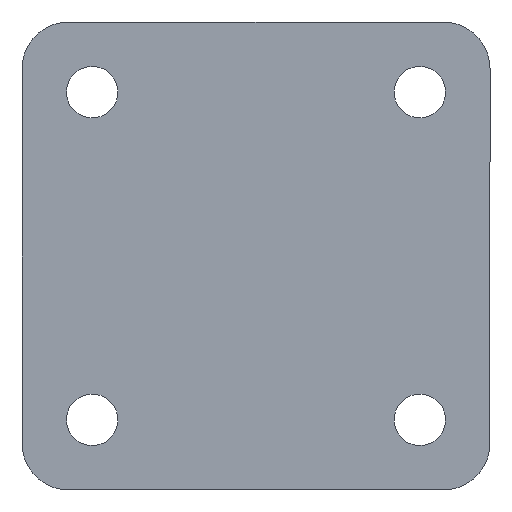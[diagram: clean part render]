
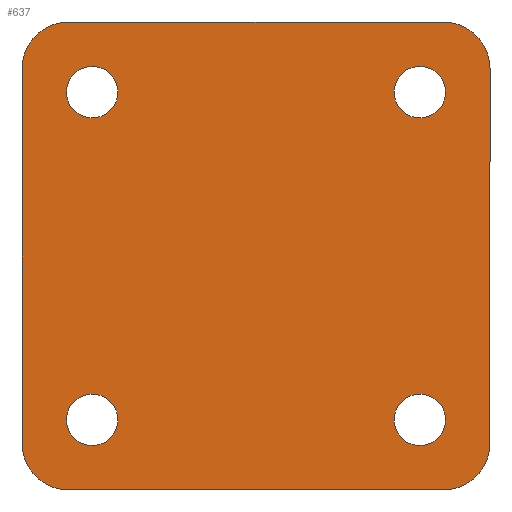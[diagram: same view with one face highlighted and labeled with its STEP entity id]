
A CAD part, front view. The second image highlights one B-rep face of the part: STEP entity #637.
In plain terms, the highlighted planar face has unit normal (0, -1, 0).
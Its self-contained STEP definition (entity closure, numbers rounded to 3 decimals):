
#3 = CARTESIAN_POINT ( 'NONE',  ( -35., 0., 40.5 ) ) ;
#8 = VERTEX_POINT ( 'NONE', #25 ) ;
#21 = EDGE_LOOP ( 'NONE', ( #101, #421 ) ) ;
#25 = CARTESIAN_POINT ( 'NONE',  ( -35., 0., 29.5 ) ) ;
#26 = DIRECTION ( 'NONE',  ( 0., 1., 0. ) ) ;
#32 = VERTEX_POINT ( 'NONE', #605 ) ;
#34 = EDGE_CURVE ( 'NONE', #493, #393, #66, .T. ) ;
#35 = ORIENTED_EDGE ( 'NONE', *, *, #344, .F. ) ;
#38 = DIRECTION ( 'NONE',  ( -1., 0., 0. ) ) ;
#41 = DIRECTION ( 'NONE',  ( 0., 0., 1. ) ) ;
#46 = DIRECTION ( 'NONE',  ( 0., 0., -1. ) ) ;
#47 = CARTESIAN_POINT ( 'NONE',  ( 40., 0., 40. ) ) ;
#51 = DIRECTION ( 'NONE',  ( 0., 1., 0. ) ) ;
#52 = AXIS2_PLACEMENT_3D ( 'NONE', #530, #51, #104 ) ;
#64 = EDGE_CURVE ( 'NONE', #216, #8, #146, .T. ) ;
#66 = LINE ( 'NONE', #88, #164 ) ;
#71 = DIRECTION ( 'NONE',  ( 0., 1., 0. ) ) ;
#74 = AXIS2_PLACEMENT_3D ( 'NONE', #47, #534, #358 ) ;
#88 = CARTESIAN_POINT ( 'NONE',  ( -40., 0., -50. ) ) ;
#90 = CARTESIAN_POINT ( 'NONE',  ( -35., 0., 35. ) ) ;
#98 = DIRECTION ( 'NONE',  ( 0., 1., 0. ) ) ;
#101 = ORIENTED_EDGE ( 'NONE', *, *, #310, .T. ) ;
#104 = DIRECTION ( 'NONE',  ( 0., 0., 1. ) ) ;
#108 = ORIENTED_EDGE ( 'NONE', *, *, #664, .F. ) ;
#117 = FACE_BOUND ( 'NONE', #589, .T. ) ;
#122 = DIRECTION ( 'NONE',  ( 0., 1., 0. ) ) ;
#124 = EDGE_LOOP ( 'NONE', ( #459, #273 ) ) ;
#126 = LINE ( 'NONE', #552, #242 ) ;
#127 = CARTESIAN_POINT ( 'NONE',  ( 50., 0., 40. ) ) ;
#130 = EDGE_CURVE ( 'NONE', #231, #32, #532, .T. ) ;
#136 = CARTESIAN_POINT ( 'NONE',  ( -40., 0., 40. ) ) ;
#140 = CARTESIAN_POINT ( 'NONE',  ( 35., 0., 29.5 ) ) ;
#146 = CIRCLE ( 'NONE', #652, 5.5 ) ;
#155 = CARTESIAN_POINT ( 'NONE',  ( -35., 0., -29.5 ) ) ;
#162 = ORIENTED_EDGE ( 'NONE', *, *, #656, .F. ) ;
#164 = VECTOR ( 'NONE', #38, 1000. ) ;
#165 = EDGE_LOOP ( 'NONE', ( #645, #240, #536, #635, #35, #108, #490, #162 ) ) ;
#166 = CARTESIAN_POINT ( 'NONE',  ( 35., 0., 40.5 ) ) ;
#171 = PLANE ( 'NONE',  #569 ) ;
#175 = AXIS2_PLACEMENT_3D ( 'NONE', #646, #382, #270 ) ;
#178 = VERTEX_POINT ( 'NONE', #140 ) ;
#191 = EDGE_CURVE ( 'NONE', #366, #597, #250, .T. ) ;
#197 = DIRECTION ( 'NONE',  ( 0., 0., 1. ) ) ;
#198 = DIRECTION ( 'NONE',  ( 0., 0., 1. ) ) ;
#199 = AXIS2_PLACEMENT_3D ( 'NONE', #136, #300, #41 ) ;
#212 = ORIENTED_EDGE ( 'NONE', *, *, #524, .T. ) ;
#213 = CARTESIAN_POINT ( 'NONE',  ( 40., 0., 50. ) ) ;
#216 = VERTEX_POINT ( 'NONE', #3 ) ;
#225 = AXIS2_PLACEMENT_3D ( 'NONE', #618, #568, #463 ) ;
#226 = CIRCLE ( 'NONE', #199, 10. ) ;
#230 = VERTEX_POINT ( 'NONE', #526 ) ;
#231 = VERTEX_POINT ( 'NONE', #155 ) ;
#235 = ORIENTED_EDGE ( 'NONE', *, *, #662, .T. ) ;
#240 = ORIENTED_EDGE ( 'NONE', *, *, #517, .F. ) ;
#242 = VECTOR ( 'NONE', #547, 1000. ) ;
#246 = CARTESIAN_POINT ( 'NONE',  ( 35., 0., -35. ) ) ;
#248 = CARTESIAN_POINT ( 'NONE',  ( 50., 0., -40. ) ) ;
#250 = CIRCLE ( 'NONE', #608, 5.5 ) ;
#252 = CIRCLE ( 'NONE', #639, 10. ) ;
#270 = DIRECTION ( 'NONE',  ( 0., 0., 1. ) ) ;
#273 = ORIENTED_EDGE ( 'NONE', *, *, #130, .T. ) ;
#274 = FACE_BOUND ( 'NONE', #433, .T. ) ;
#278 = FACE_BOUND ( 'NONE', #124, .T. ) ;
#281 = CARTESIAN_POINT ( 'NONE',  ( 35., 0., -35. ) ) ;
#282 = DIRECTION ( 'NONE',  ( 0., 1., 0. ) ) ;
#294 = DIRECTION ( 'NONE',  ( 0., 1., 0. ) ) ;
#300 = DIRECTION ( 'NONE',  ( 0., 1., 0. ) ) ;
#310 = EDGE_CURVE ( 'NONE', #178, #629, #587, .T. ) ;
#317 = EDGE_CURVE ( 'NONE', #621, #469, #672, .T. ) ;
#319 = CIRCLE ( 'NONE', #380, 5.5 ) ;
#330 = DIRECTION ( 'NONE',  ( 0., 0., 1. ) ) ;
#332 = CARTESIAN_POINT ( 'NONE',  ( 50., 0., -40. ) ) ;
#335 = ORIENTED_EDGE ( 'NONE', *, *, #191, .T. ) ;
#336 = CARTESIAN_POINT ( 'NONE',  ( -40., 0., -40. ) ) ;
#337 = DIRECTION ( 'NONE',  ( 0., 0., 1. ) ) ;
#339 = CIRCLE ( 'NONE', #628, 5.5 ) ;
#344 = EDGE_CURVE ( 'NONE', #657, #493, #484, .T. ) ;
#347 = LINE ( 'NONE', #248, #475 ) ;
#358 = DIRECTION ( 'NONE',  ( 0., 0., 1. ) ) ;
#366 = VERTEX_POINT ( 'NONE', #422 ) ;
#370 = ORIENTED_EDGE ( 'NONE', *, *, #64, .T. ) ;
#380 = AXIS2_PLACEMENT_3D ( 'NONE', #281, #26, #439 ) ;
#381 = CARTESIAN_POINT ( 'NONE',  ( -40., 0., 40. ) ) ;
#382 = DIRECTION ( 'NONE',  ( 0., 1., 0. ) ) ;
#385 = LINE ( 'NONE', #601, #533 ) ;
#386 = DIRECTION ( 'NONE',  ( 0., 0., 1. ) ) ;
#393 = VERTEX_POINT ( 'NONE', #588 ) ;
#397 = DIRECTION ( 'NONE',  ( 0., 0., 1. ) ) ;
#402 = VERTEX_POINT ( 'NONE', #642 ) ;
#406 = DIRECTION ( 'NONE',  ( 0., 1., 0. ) ) ;
#421 = ORIENTED_EDGE ( 'NONE', *, *, #584, .T. ) ;
#422 = CARTESIAN_POINT ( 'NONE',  ( 35., 0., -40.5 ) ) ;
#425 = FACE_OUTER_BOUND ( 'NONE', #165, .T. ) ;
#430 = FACE_BOUND ( 'NONE', #21, .T. ) ;
#433 = EDGE_LOOP ( 'NONE', ( #335, #212 ) ) ;
#435 = CIRCLE ( 'NONE', #175, 5.5 ) ;
#438 = AXIS2_PLACEMENT_3D ( 'NONE', #554, #282, #198 ) ;
#439 = DIRECTION ( 'NONE',  ( 0., 0., 1. ) ) ;
#458 = DIRECTION ( 'NONE',  ( 0., 1., 0. ) ) ;
#459 = ORIENTED_EDGE ( 'NONE', *, *, #477, .T. ) ;
#460 = DIRECTION ( 'NONE',  ( 0., 0., -1. ) ) ;
#463 = DIRECTION ( 'NONE',  ( 0., 0., 1. ) ) ;
#469 = VERTEX_POINT ( 'NONE', #127 ) ;
#475 = VECTOR ( 'NONE', #460, 1000. ) ;
#477 = EDGE_CURVE ( 'NONE', #32, #231, #435, .T. ) ;
#480 = VERTEX_POINT ( 'NONE', #502 ) ;
#484 = CIRCLE ( 'NONE', #578, 10. ) ;
#489 = CARTESIAN_POINT ( 'NONE',  ( 40., 0., -50. ) ) ;
#490 = ORIENTED_EDGE ( 'NONE', *, *, #317, .F. ) ;
#493 = VERTEX_POINT ( 'NONE', #489 ) ;
#502 = CARTESIAN_POINT ( 'NONE',  ( -50., 0., 40. ) ) ;
#514 = CARTESIAN_POINT ( 'NONE',  ( 35., 0., -29.5 ) ) ;
#517 = EDGE_CURVE ( 'NONE', #230, #480, #385, .T. ) ;
#524 = EDGE_CURVE ( 'NONE', #597, #366, #319, .T. ) ;
#525 = CIRCLE ( 'NONE', #438, 5.5 ) ;
#526 = CARTESIAN_POINT ( 'NONE',  ( -50., 0., -40. ) ) ;
#530 = CARTESIAN_POINT ( 'NONE',  ( 35., 0., 35. ) ) ;
#532 = CIRCLE ( 'NONE', #225, 5.5 ) ;
#533 = VECTOR ( 'NONE', #337, 1000. ) ;
#534 = DIRECTION ( 'NONE',  ( 0., 1., 0. ) ) ;
#536 = ORIENTED_EDGE ( 'NONE', *, *, #659, .F. ) ;
#538 = EDGE_CURVE ( 'NONE', #480, #402, #226, .T. ) ;
#547 = DIRECTION ( 'NONE',  ( 1., 0., 0. ) ) ;
#552 = CARTESIAN_POINT ( 'NONE',  ( -40., 0., 50. ) ) ;
#554 = CARTESIAN_POINT ( 'NONE',  ( 35., 0., 35. ) ) ;
#568 = DIRECTION ( 'NONE',  ( 0., 1., 0. ) ) ;
#569 = AXIS2_PLACEMENT_3D ( 'NONE', #381, #122, #330 ) ;
#576 = CARTESIAN_POINT ( 'NONE',  ( 40., 0., -40. ) ) ;
#578 = AXIS2_PLACEMENT_3D ( 'NONE', #576, #98, #46 ) ;
#584 = EDGE_CURVE ( 'NONE', #629, #178, #525, .T. ) ;
#587 = CIRCLE ( 'NONE', #52, 5.5 ) ;
#588 = CARTESIAN_POINT ( 'NONE',  ( -40., 0., -50. ) ) ;
#589 = EDGE_LOOP ( 'NONE', ( #235, #370 ) ) ;
#597 = VERTEX_POINT ( 'NONE', #514 ) ;
#601 = CARTESIAN_POINT ( 'NONE',  ( -50., 0., -40. ) ) ;
#605 = CARTESIAN_POINT ( 'NONE',  ( -35., 0., -40.5 ) ) ;
#608 = AXIS2_PLACEMENT_3D ( 'NONE', #246, #458, #197 ) ;
#618 = CARTESIAN_POINT ( 'NONE',  ( -35., 0., -35. ) ) ;
#621 = VERTEX_POINT ( 'NONE', #213 ) ;
#628 = AXIS2_PLACEMENT_3D ( 'NONE', #90, #406, #661 ) ;
#629 = VERTEX_POINT ( 'NONE', #166 ) ;
#635 = ORIENTED_EDGE ( 'NONE', *, *, #34, .F. ) ;
#637 = ADVANCED_FACE ( 'NONE', ( #425, #278, #117, #430, #274 ), #171, .F. ) ;
#639 = AXIS2_PLACEMENT_3D ( 'NONE', #336, #71, #386 ) ;
#642 = CARTESIAN_POINT ( 'NONE',  ( -40., 0., 50. ) ) ;
#645 = ORIENTED_EDGE ( 'NONE', *, *, #538, .F. ) ;
#646 = CARTESIAN_POINT ( 'NONE',  ( -35., 0., -35. ) ) ;
#652 = AXIS2_PLACEMENT_3D ( 'NONE', #663, #294, #397 ) ;
#656 = EDGE_CURVE ( 'NONE', #402, #621, #126, .T. ) ;
#657 = VERTEX_POINT ( 'NONE', #332 ) ;
#659 = EDGE_CURVE ( 'NONE', #393, #230, #252, .T. ) ;
#661 = DIRECTION ( 'NONE',  ( 0., 0., 1. ) ) ;
#662 = EDGE_CURVE ( 'NONE', #8, #216, #339, .T. ) ;
#663 = CARTESIAN_POINT ( 'NONE',  ( -35., 0., 35. ) ) ;
#664 = EDGE_CURVE ( 'NONE', #469, #657, #347, .T. ) ;
#672 = CIRCLE ( 'NONE', #74, 10. ) ;
